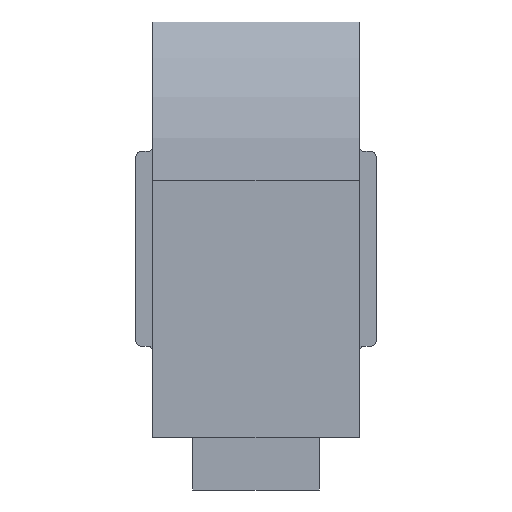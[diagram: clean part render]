
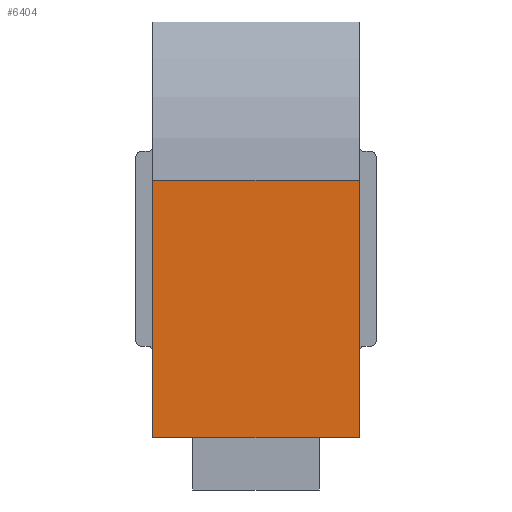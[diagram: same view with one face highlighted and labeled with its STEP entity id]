
A CAD part, front view. The second image highlights one B-rep face of the part: STEP entity #6404.
In plain terms, the highlighted planar face has unit normal (0, -1, 0).
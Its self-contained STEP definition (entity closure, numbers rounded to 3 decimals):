
#114 = ORIENTED_EDGE ( 'NONE', *, *, #9401, .T. ) ;
#219 = CARTESIAN_POINT ( 'NONE',  ( 9., 0., 0. ) ) ;
#262 = ORIENTED_EDGE ( 'NONE', *, *, #4569, .F. ) ;
#379 = EDGE_CURVE ( 'NONE', #7454, #14381, #10345, .T. ) ;
#812 = LINE ( 'NONE', #3212, #15301 ) ;
#1111 = CARTESIAN_POINT ( 'NONE',  ( 9., 0., 22.5 ) ) ;
#2328 = VERTEX_POINT ( 'NONE', #8080 ) ;
#3212 = CARTESIAN_POINT ( 'NONE',  ( -9., 0., 0. ) ) ;
#3744 = CARTESIAN_POINT ( 'NONE',  ( 9., 0., 22.5 ) ) ;
#4569 = EDGE_CURVE ( 'NONE', #2328, #13625, #812, .T. ) ;
#5034 = CARTESIAN_POINT ( 'NONE',  ( 9., 0., 0. ) ) ;
#5059 = DIRECTION ( 'NONE',  ( -1., 0., 0. ) ) ;
#5201 = DIRECTION ( 'NONE',  ( -1., 0., 0. ) ) ;
#5945 = DIRECTION ( 'NONE',  ( 0., 0., 1. ) ) ;
#5977 = DIRECTION ( 'NONE',  ( 0., 0., 1. ) ) ;
#6404 = ADVANCED_FACE ( 'NONE', ( #9704 ), #13647, .T. ) ;
#6817 = AXIS2_PLACEMENT_3D ( 'NONE', #219, #14950, #7046 ) ;
#7046 = DIRECTION ( 'NONE',  ( 0., 0., -1. ) ) ;
#7101 = ORIENTED_EDGE ( 'NONE', *, *, #379, .T. ) ;
#7454 = VERTEX_POINT ( 'NONE', #8523 ) ;
#7914 = LINE ( 'NONE', #5034, #10644 ) ;
#8080 = CARTESIAN_POINT ( 'NONE',  ( -9., 0., 0. ) ) ;
#8404 = EDGE_LOOP ( 'NONE', ( #262, #14139, #7101, #114 ) ) ;
#8523 = CARTESIAN_POINT ( 'NONE',  ( 9., 0., 0. ) ) ;
#8567 = VECTOR ( 'NONE', #5059, 1000. ) ;
#9401 = EDGE_CURVE ( 'NONE', #14381, #13625, #11506, .T. ) ;
#9704 = FACE_OUTER_BOUND ( 'NONE', #8404, .T. ) ;
#10345 = LINE ( 'NONE', #12644, #10532 ) ;
#10532 = VECTOR ( 'NONE', #5977, 1000. ) ;
#10644 = VECTOR ( 'NONE', #5201, 1000. ) ;
#11506 = LINE ( 'NONE', #3744, #8567 ) ;
#12644 = CARTESIAN_POINT ( 'NONE',  ( 9., 0., 0. ) ) ;
#13296 = CARTESIAN_POINT ( 'NONE',  ( -9., 0., 22.5 ) ) ;
#13625 = VERTEX_POINT ( 'NONE', #13296 ) ;
#13647 = PLANE ( 'NONE',  #6817 ) ;
#14139 = ORIENTED_EDGE ( 'NONE', *, *, #15037, .F. ) ;
#14381 = VERTEX_POINT ( 'NONE', #1111 ) ;
#14950 = DIRECTION ( 'NONE',  ( 0., -1., 0. ) ) ;
#15037 = EDGE_CURVE ( 'NONE', #7454, #2328, #7914, .T. ) ;
#15301 = VECTOR ( 'NONE', #5945, 1000. ) ;
